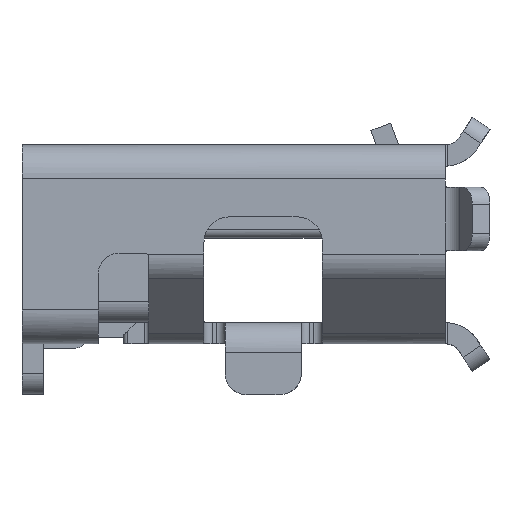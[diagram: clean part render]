
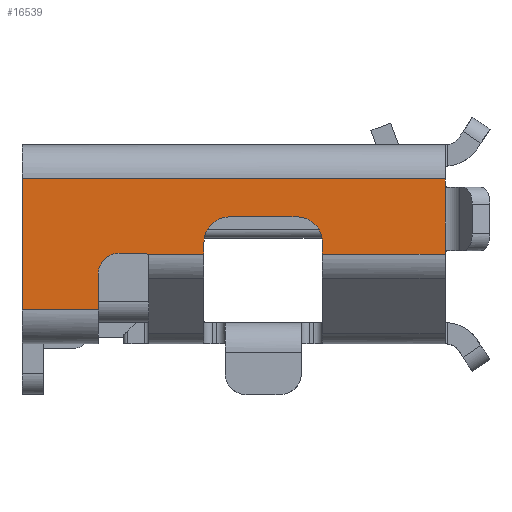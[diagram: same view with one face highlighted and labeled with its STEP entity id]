
A CAD part, left-side view. The second image highlights one B-rep face of the part: STEP entity #16539.
In plain terms, the highlighted planar face has unit normal (-1, 0, 0).
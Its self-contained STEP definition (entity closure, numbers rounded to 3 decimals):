
#15763 = VERTEX_POINT('',#15764);
#15764 = CARTESIAN_POINT('',(-3.7,-3.418,
    1.1));
#15771 = EDGE_CURVE('',#15772,#15763,#15774,.T.);
#15772 = VERTEX_POINT('',#15773);
#15773 = CARTESIAN_POINT('',(-3.7,-3.418,
    1.91));
#15774 = LINE('',#15775,#15776);
#15775 = CARTESIAN_POINT('',(-3.7,-3.418,1.205));
#15776 = VECTOR('',#15777,1.);
#15777 = DIRECTION('',(-0.,0.,-1.));
#15845 = VERTEX_POINT('',#15846);
#15846 = CARTESIAN_POINT('',(-3.7,-0.868,1.53));
#15852 = EDGE_CURVE('',#15853,#15845,#15855,.T.);
#15853 = VERTEX_POINT('',#15854);
#15854 = CARTESIAN_POINT('',(-3.7,-1.668,1.53));
#15855 = LINE('',#15856,#15857);
#15856 = CARTESIAN_POINT('',(-3.7,-0.918,1.53));
#15857 = VECTOR('',#15858,1.);
#15858 = DIRECTION('',(0.,1.,0.));
#15877 = VERTEX_POINT('',#15878);
#15878 = CARTESIAN_POINT('',(-3.7,0.132,1.1));
#15894 = VERTEX_POINT('',#15895);
#15895 = CARTESIAN_POINT('',(-3.7,0.432,1.1));
#15901 = EDGE_CURVE('',#15877,#15894,#15902,.T.);
#15902 = LINE('',#15903,#15904);
#15903 = CARTESIAN_POINT('',(-3.7,-0.918,1.1));
#15904 = VECTOR('',#15905,1.);
#15905 = DIRECTION('',(0.,1.,0.));
#15928 = VERTEX_POINT('',#15929);
#15929 = CARTESIAN_POINT('',(-3.7,0.682,
    0.85));
#15935 = EDGE_CURVE('',#15894,#15928,#15936,.T.);
#15936 = B_SPLINE_CURVE_WITH_KNOTS('',3,(#15937,#15938,#15939,#15940,
    #15941,#15942),.UNSPECIFIED.,.F.,.F.,(4,2,4),(0.,0.5,1.),
  .UNSPECIFIED.);
#15937 = CARTESIAN_POINT('',(-3.7,0.432,1.1));
#15938 = CARTESIAN_POINT('',(-3.7,0.498,1.1));
#15939 = CARTESIAN_POINT('',(-3.7,0.563,1.073));
#15940 = CARTESIAN_POINT('',(-3.7,0.656,0.98));
#15941 = CARTESIAN_POINT('',(-3.7,0.682,0.915));
#15942 = CARTESIAN_POINT('',(-3.7,0.682,
    0.85));
#15971 = EDGE_CURVE('',#15928,#15972,#15974,.T.);
#15972 = VERTEX_POINT('',#15973);
#15973 = CARTESIAN_POINT('',(-3.7,0.682,
    0.43));
#15974 = LINE('',#15975,#15976);
#15975 = CARTESIAN_POINT('',(-3.7,0.682,1.205));
#15976 = VECTOR('',#15977,1.);
#15977 = DIRECTION('',(-0.,0.,-1.));
#16031 = EDGE_CURVE('',#15845,#16032,#16034,.T.);
#16032 = VERTEX_POINT('',#16033);
#16033 = CARTESIAN_POINT('',(-3.7,-0.568,
    1.23));
#16034 = B_SPLINE_CURVE_WITH_KNOTS('',3,(#16035,#16036,#16037,#16038,
    #16039,#16040),.UNSPECIFIED.,.F.,.F.,(4,2,4),(0.,0.5,1.),
  .UNSPECIFIED.);
#16035 = CARTESIAN_POINT('',(-3.7,-0.868,1.53));
#16036 = CARTESIAN_POINT('',(-3.7,-0.789,1.53));
#16037 = CARTESIAN_POINT('',(-3.7,-0.711,1.498));
#16038 = CARTESIAN_POINT('',(-3.7,-0.6,1.387));
#16039 = CARTESIAN_POINT('',(-3.7,-0.568,1.309));
#16040 = CARTESIAN_POINT('',(-3.7,-0.568,
    1.23));
#16109 = EDGE_CURVE('',#16110,#15853,#16112,.T.);
#16110 = VERTEX_POINT('',#16111);
#16111 = CARTESIAN_POINT('',(-3.7,-1.968,1.23));
#16112 = B_SPLINE_CURVE_WITH_KNOTS('',3,(#16113,#16114,#16115,#16116,
    #16117,#16118),.UNSPECIFIED.,.F.,.F.,(4,2,4),(0.,0.5,1.),
  .UNSPECIFIED.);
#16113 = CARTESIAN_POINT('',(-3.7,-1.968,1.23));
#16114 = CARTESIAN_POINT('',(-3.7,-1.968,1.309));
#16115 = CARTESIAN_POINT('',(-3.7,-1.935,1.387));
#16116 = CARTESIAN_POINT('',(-3.7,-1.824,1.498));
#16117 = CARTESIAN_POINT('',(-3.7,-1.746,1.53));
#16118 = CARTESIAN_POINT('',(-3.7,-1.668,1.53));
#16243 = VERTEX_POINT('',#16244);
#16244 = CARTESIAN_POINT('',(-3.7,1.582,0.43
    ));
#16261 = EDGE_CURVE('',#15972,#16243,#16262,.T.);
#16262 = LINE('',#16263,#16264);
#16263 = CARTESIAN_POINT('',(-3.7,-0.918,0.43));
#16264 = VECTOR('',#16265,1.);
#16265 = DIRECTION('',(0.,1.,0.));
#16539 = ADVANCED_FACE('',(#16540),#16617,.T.);
#16540 = FACE_BOUND('',#16541,.T.);
#16541 = EDGE_LOOP('',(#16542,#16552,#16558,#16559,#16560,#16561,#16569,
    #16577,#16583,#16584,#16592,#16600,#16606,#16607,#16608,#16609,
    #16610));
#16542 = ORIENTED_EDGE('',*,*,#16543,.F.);
#16543 = EDGE_CURVE('',#16544,#16546,#16548,.T.);
#16544 = VERTEX_POINT('',#16545);
#16545 = CARTESIAN_POINT('',(-3.7,-0.568,
    1.09));
#16546 = VERTEX_POINT('',#16547);
#16547 = CARTESIAN_POINT('',(-3.7,0.102,
    1.09));
#16548 = LINE('',#16549,#16550);
#16549 = CARTESIAN_POINT('',(-3.7,-0.918,1.09));
#16550 = VECTOR('',#16551,1.);
#16551 = DIRECTION('',(0.,1.,0.));
#16552 = ORIENTED_EDGE('',*,*,#16553,.F.);
#16553 = EDGE_CURVE('',#16032,#16544,#16554,.T.);
#16554 = LINE('',#16555,#16556);
#16555 = CARTESIAN_POINT('',(-3.7,-0.568,1.205));
#16556 = VECTOR('',#16557,1.);
#16557 = DIRECTION('',(-0.,0.,-1.));
#16558 = ORIENTED_EDGE('',*,*,#16031,.F.);
#16559 = ORIENTED_EDGE('',*,*,#15852,.F.);
#16560 = ORIENTED_EDGE('',*,*,#16109,.F.);
#16561 = ORIENTED_EDGE('',*,*,#16562,.F.);
#16562 = EDGE_CURVE('',#16563,#16110,#16565,.T.);
#16563 = VERTEX_POINT('',#16564);
#16564 = CARTESIAN_POINT('',(-3.7,-1.968,
    1.09));
#16565 = LINE('',#16566,#16567);
#16566 = CARTESIAN_POINT('',(-3.7,-1.968,1.205));
#16567 = VECTOR('',#16568,1.);
#16568 = DIRECTION('',(0.,0.,1.));
#16569 = ORIENTED_EDGE('',*,*,#16570,.F.);
#16570 = EDGE_CURVE('',#16571,#16563,#16573,.T.);
#16571 = VERTEX_POINT('',#16572);
#16572 = CARTESIAN_POINT('',(-3.7,-3.418,
    1.09));
#16573 = LINE('',#16574,#16575);
#16574 = CARTESIAN_POINT('',(-3.7,-0.918,1.09));
#16575 = VECTOR('',#16576,1.);
#16576 = DIRECTION('',(0.,1.,0.));
#16577 = ORIENTED_EDGE('',*,*,#16578,.F.);
#16578 = EDGE_CURVE('',#15763,#16571,#16579,.T.);
#16579 = LINE('',#16580,#16581);
#16580 = CARTESIAN_POINT('',(-3.7,-3.418,1.205));
#16581 = VECTOR('',#16582,1.);
#16582 = DIRECTION('',(-0.,0.,-1.));
#16583 = ORIENTED_EDGE('',*,*,#15771,.F.);
#16584 = ORIENTED_EDGE('',*,*,#16585,.T.);
#16585 = EDGE_CURVE('',#15772,#16586,#16588,.T.);
#16586 = VERTEX_POINT('',#16587);
#16587 = CARTESIAN_POINT('',(-3.7,-3.418,
    1.98));
#16588 = LINE('',#16589,#16590);
#16589 = CARTESIAN_POINT('',(-3.7,-3.418,
    2.145));
#16590 = VECTOR('',#16591,1.);
#16591 = DIRECTION('',(0.,0.,1.));
#16592 = ORIENTED_EDGE('',*,*,#16593,.T.);
#16593 = EDGE_CURVE('',#16586,#16594,#16596,.T.);
#16594 = VERTEX_POINT('',#16595);
#16595 = CARTESIAN_POINT('',(-3.7,1.582,
    1.98));
#16596 = LINE('',#16597,#16598);
#16597 = CARTESIAN_POINT('',(-3.7,-3.518,
    1.98));
#16598 = VECTOR('',#16599,1.);
#16599 = DIRECTION('',(0.,1.,0.));
#16600 = ORIENTED_EDGE('',*,*,#16601,.F.);
#16601 = EDGE_CURVE('',#16243,#16594,#16602,.T.);
#16602 = LINE('',#16603,#16604);
#16603 = CARTESIAN_POINT('',(-3.7,1.582,1.205));
#16604 = VECTOR('',#16605,1.);
#16605 = DIRECTION('',(0.,0.,1.));
#16606 = ORIENTED_EDGE('',*,*,#16261,.F.);
#16607 = ORIENTED_EDGE('',*,*,#15971,.F.);
#16608 = ORIENTED_EDGE('',*,*,#15935,.F.);
#16609 = ORIENTED_EDGE('',*,*,#15901,.F.);
#16610 = ORIENTED_EDGE('',*,*,#16611,.F.);
#16611 = EDGE_CURVE('',#16546,#15877,#16612,.T.);
#16612 = B_SPLINE_CURVE_WITH_KNOTS('',3,(#16613,#16614,#16615,#16616),
  .UNSPECIFIED.,.F.,.F.,(4,4),(0.,1.),.PIECEWISE_BEZIER_KNOTS.);
#16613 = CARTESIAN_POINT('',(-3.7,0.102,
    1.09));
#16614 = CARTESIAN_POINT('',(-3.7,0.111,1.096));
#16615 = CARTESIAN_POINT('',(-3.7,0.122,1.1));
#16616 = CARTESIAN_POINT('',(-3.7,0.132,1.1));
#16617 = PLANE('',#16618);
#16618 = AXIS2_PLACEMENT_3D('',#16619,#16620,#16621);
#16619 = CARTESIAN_POINT('',(-3.7,-0.918,1.205));
#16620 = DIRECTION('',(-1.,0.,0.));
#16621 = DIRECTION('',(0.,1.,0.));
